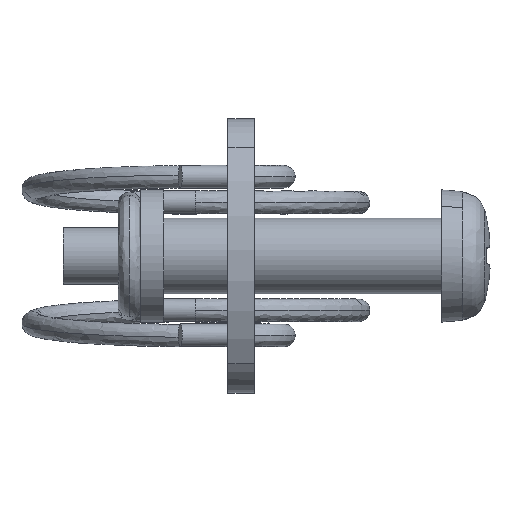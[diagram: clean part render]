
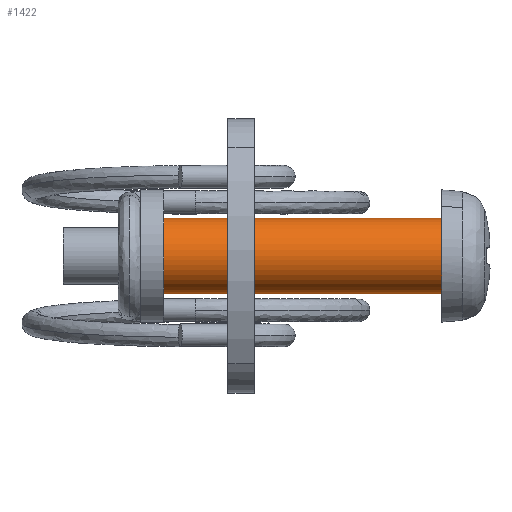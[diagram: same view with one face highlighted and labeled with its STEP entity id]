
A CAD part, top view. The second image highlights one B-rep face of the part: STEP entity #1422.
In plain terms, the highlighted free-form (B-spline) face has degree [2, 1] with [5, 2] control points.
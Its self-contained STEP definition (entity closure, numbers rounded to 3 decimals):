
#1236=CARTESIAN_POINT('',(0.,-1.996,-0.122));
#1237=VERTEX_POINT('',#1236);
#1251=CARTESIAN_POINT('',(0.,1.996,0.122));
#1252=VERTEX_POINT('',#1251);
#1268=CARTESIAN_POINT('',(0.,0.0,2.0));
#1269=VERTEX_POINT('',#1268);
#1270=CARTESIAN_POINT('',(0.,0.0,2.0));
#1271=CARTESIAN_POINT('',(0.,1.881,2.));
#1272=CARTESIAN_POINT('',(0.,1.996,0.122));
#1280=(BOUNDED_CURVE()B_SPLINE_CURVE(2,(#1270,#1271,#1272),.UNSPECIFIED.,.F.,.U.)B_SPLINE_CURVE_WITH_KNOTS((3,3),(0.0,0.239),.UNSPECIFIED.)CURVE()GEOMETRIC_REPRESENTATION_ITEM()RATIONAL_B_SPLINE_CURVE((1.0,0.72,0.976))REPRESENTATION_ITEM(''));
#1281=EDGE_CURVE('',#1269,#1252,#1280,.T.);
#1283=CARTESIAN_POINT('',(0.,-1.996,-0.122));
#1284=CARTESIAN_POINT('',(0.,-2.,-0.061));
#1285=CARTESIAN_POINT('',(0.,-2.0,0.0));
#1286=CARTESIAN_POINT('',(0.,-2.,2.));
#1287=CARTESIAN_POINT('',(0.,0.0,2.0));
#1295=(BOUNDED_CURVE()B_SPLINE_CURVE(2,(#1283,#1284,#1285,#1286,#1287),.UNSPECIFIED.,.F.,.U.)B_SPLINE_CURVE_WITH_KNOTS((3,2,3),(0.739,0.75,1.0),.UNSPECIFIED.)CURVE()GEOMETRIC_REPRESENTATION_ITEM()RATIONAL_B_SPLINE_CURVE((0.976,0.988,1.0,0.707,1.0))REPRESENTATION_ITEM(''));
#1296=EDGE_CURVE('',#1237,#1269,#1295,.T.);
#1321=CARTESIAN_POINT('',(-14.7,-1.996,-0.122));
#1322=VERTEX_POINT('',#1321);
#1323=CARTESIAN_POINT('',(0.,-1.996,-0.122));
#1324=CARTESIAN_POINT('',(-14.7,-1.996,-0.122));
#1325=QUASI_UNIFORM_CURVE('',1,(#1323,#1324),.UNSPECIFIED.,.F.,.U.);
#1326=EDGE_CURVE('',#1237,#1322,#1325,.T.);
#1343=CARTESIAN_POINT('',(-14.7,1.996,0.122));
#1344=VERTEX_POINT('',#1343);
#1360=CARTESIAN_POINT('',(0.,1.996,0.122));
#1361=CARTESIAN_POINT('',(-14.7,1.996,0.122));
#1362=QUASI_UNIFORM_CURVE('',1,(#1360,#1361),.UNSPECIFIED.,.F.,.U.);
#1363=EDGE_CURVE('',#1252,#1344,#1362,.T.);
#1368=CARTESIAN_POINT('',(0.368,-1.996,-0.122));
#1369=CARTESIAN_POINT('',(0.368,-2.118,1.874));
#1370=CARTESIAN_POINT('',(0.368,-0.122,1.996));
#1371=CARTESIAN_POINT('',(0.368,1.874,2.118));
#1372=CARTESIAN_POINT('',(0.368,1.996,0.122));
#1373=CARTESIAN_POINT('',(-15.077,-1.996,-0.122));
#1374=CARTESIAN_POINT('',(-15.077,-2.118,1.874));
#1375=CARTESIAN_POINT('',(-15.077,-0.122,1.996));
#1376=CARTESIAN_POINT('',(-15.077,1.874,2.118));
#1377=CARTESIAN_POINT('',(-15.077,1.996,0.122));
#1385=(BOUNDED_SURFACE()B_SPLINE_SURFACE(2,1,((#1368,#1373),(#1369,#1374),(#1370,#1375),(#1371,#1376),(#1372,#1377)),.UNSPECIFIED.,.F.,.F.,.U.)B_SPLINE_SURFACE_WITH_KNOTS((3,2,3),(2,2),(0.0,3.314,6.627),(0.0,15.444),.UNSPECIFIED.)GEOMETRIC_REPRESENTATION_ITEM()RATIONAL_B_SPLINE_SURFACE(((1.0,1.0),(0.707,0.707),(1.0,1.0),(0.707,0.707),(1.0,1.0)))REPRESENTATION_ITEM('')SURFACE());
#1386=ORIENTED_EDGE('',*,*,#1281,.T.);
#1387=ORIENTED_EDGE('',*,*,#1363,.T.);
#1388=CARTESIAN_POINT('',(-14.7,0.0,2.0));
#1389=VERTEX_POINT('',#1388);
#1390=CARTESIAN_POINT('',(-14.7,0.0,2.0));
#1391=CARTESIAN_POINT('',(-14.7,1.881,2.));
#1392=CARTESIAN_POINT('',(-14.7,1.996,0.122));
#1400=(BOUNDED_CURVE()B_SPLINE_CURVE(2,(#1390,#1391,#1392),.UNSPECIFIED.,.F.,.U.)B_SPLINE_CURVE_WITH_KNOTS((3,3),(0.0,0.239),.UNSPECIFIED.)CURVE()GEOMETRIC_REPRESENTATION_ITEM()RATIONAL_B_SPLINE_CURVE((1.0,0.72,0.976))REPRESENTATION_ITEM(''));
#1401=EDGE_CURVE('',#1389,#1344,#1400,.T.);
#1402=ORIENTED_EDGE('',*,*,#1401,.F.);
#1403=CARTESIAN_POINT('',(-14.7,-1.996,-0.122));
#1404=CARTESIAN_POINT('',(-14.7,-2.,-0.061));
#1405=CARTESIAN_POINT('',(-14.7,-2.0,0.0));
#1406=CARTESIAN_POINT('',(-14.7,-2.,2.));
#1407=CARTESIAN_POINT('',(-14.7,0.0,2.0));
#1415=(BOUNDED_CURVE()B_SPLINE_CURVE(2,(#1403,#1404,#1405,#1406,#1407),.UNSPECIFIED.,.F.,.U.)B_SPLINE_CURVE_WITH_KNOTS((3,2,3),(0.739,0.75,1.0),.UNSPECIFIED.)CURVE()GEOMETRIC_REPRESENTATION_ITEM()RATIONAL_B_SPLINE_CURVE((0.976,0.988,1.0,0.707,1.0))REPRESENTATION_ITEM(''));
#1416=EDGE_CURVE('',#1322,#1389,#1415,.T.);
#1417=ORIENTED_EDGE('',*,*,#1416,.F.);
#1418=ORIENTED_EDGE('',*,*,#1326,.F.);
#1419=ORIENTED_EDGE('',*,*,#1296,.T.);
#1420=EDGE_LOOP('',(#1386,#1387,#1402,#1417,#1418,#1419));
#1421=FACE_OUTER_BOUND('',#1420,.T.);
#1422=ADVANCED_FACE('',(#1421),#1385,.T.);
